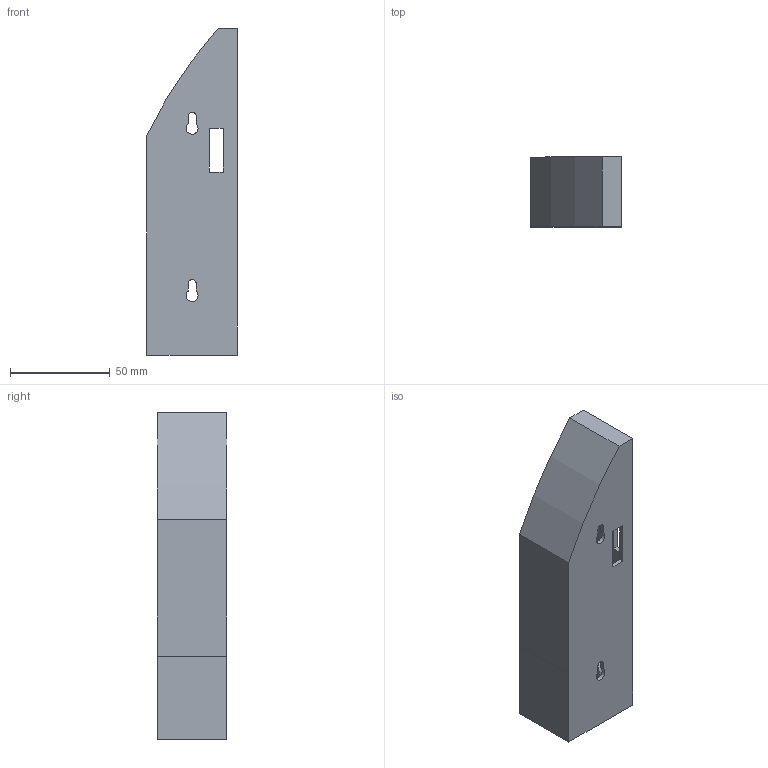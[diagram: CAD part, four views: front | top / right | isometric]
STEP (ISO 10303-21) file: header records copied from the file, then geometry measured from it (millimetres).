
FILE_DESCRIPTION(/* description */ (''),/* implementation_level */ '2;1');
FILE_NAME(/* name */ 'F18 - IRCool enclosure v7(Threaded).step',/* time_stamp */ '2025-05-02T10:01:52+08:00',/* author */ (''),/* organization */ (''),/* preprocessor_version */ 'ST-DEVELOPER v20.1',/* originating_system */ 'Autodesk Translation Framework v14.4.0.0',/* authorisation */ '');
FILE_SCHEMA (('AUTOMOTIVE_DESIGN { 1 0 10303 214 3 1 1 }'));
Length unit declared in the file: millimetre
Products named in the file (1): IRCool enclosure
Bounding box: 45.43 x 35 x 164 mm (x, y, z)
Volume: 48418.4 mm3; surface area: 42283.7 mm2
Topology: 1 solids, 1 shells, 134 faces, 372 edges, 248 vertices
Faces by surface type: cylinder 72, plane 52, bspline 6, cone 4
Full cylindrical faces by diameter (mm): 3.332 x16, 4.109 x8, 12 x2
Entity records: 7941 total; most frequent: CARTESIAN_POINT 4789, ORIENTED_EDGE 744, DIRECTION 506, EDGE_CURVE 372, VERTEX_POINT 248, LINE 176, VECTOR 176, AXIS2_PLACEMENT_3D 165
